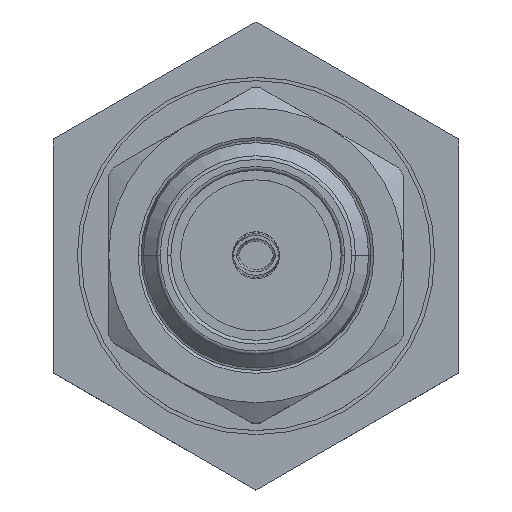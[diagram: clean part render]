
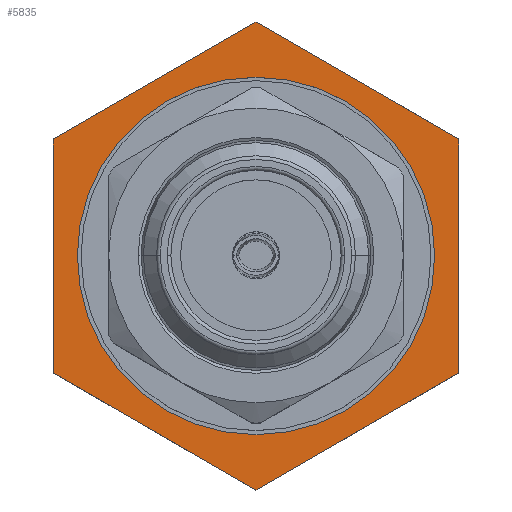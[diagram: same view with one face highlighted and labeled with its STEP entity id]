
A CAD part, top view. The second image highlights one B-rep face of the part: STEP entity #5835.
In plain terms, the highlighted planar face has unit normal (0, 0, 1).
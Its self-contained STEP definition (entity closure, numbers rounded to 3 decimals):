
#238 = DIRECTION ( 'NONE',  ( 0.866, -0.5, 0. ) ) ;
#244 = CARTESIAN_POINT ( 'NONE',  ( -5.5, 4.85, -11. ) ) ;
#247 = CARTESIAN_POINT ( 'NONE',  ( 0.65, 5.976, -11. ) ) ;
#300 = CARTESIAN_POINT ( 'NONE',  ( 0., 0., -11. ) ) ;
#337 = DIRECTION ( 'NONE',  ( 0., 0., 1. ) ) ;
#338 = DIRECTION ( 'NONE',  ( 1., 0., 0. ) ) ;
#353 = CARTESIAN_POINT ( 'NONE',  ( -0.65, 5.976, -11. ) ) ;
#368 = DIRECTION ( 'NONE',  ( 0.866, 0.5, 0. ) ) ;
#373 = DIRECTION ( 'NONE',  ( -0.866, 0.5, 0. ) ) ;
#374 = CARTESIAN_POINT ( 'NONE',  ( 5.5, 4.85, -11. ) ) ;
#375 = CARTESIAN_POINT ( 'NONE',  ( -4.85, -3.551, -11. ) ) ;
#379 = DIRECTION ( 'NONE',  ( -0.866, -0.5, 0. ) ) ;
#394 = DIRECTION ( 'NONE',  ( 0., 1., 0. ) ) ;
#395 = DIRECTION ( 'NONE',  ( 0., -1., 0. ) ) ;
#398 = CARTESIAN_POINT ( 'NONE',  ( 4.85, -3.551, -11. ) ) ;
#1155 = EDGE_CURVE ( 'NONE', #3060, #2940, #2196, .T. ) ;
#1156 = EDGE_CURVE ( 'NONE', #3098, #3124, #8027, .T. ) ;
#1330 = EDGE_CURVE ( 'NONE', #3124, #3113, #7732, .T. ) ;
#1331 = EDGE_CURVE ( 'NONE', #2945, #3098, #7528, .T. ) ;
#1332 = EDGE_CURVE ( 'NONE', #3101, #2945, #7906, .T. ) ;
#1333 = EDGE_CURVE ( 'NONE', #2944, #3101, #7963, .T. ) ;
#1334 = EDGE_CURVE ( 'NONE', #3113, #2944, #7477, .T. ) ;
#1935 = FACE_OUTER_BOUND ( 'NONE', #5111, .T. ) ;
#1936 = FACE_BOUND ( 'NONE', #5137, .T. ) ;
#2196 = CIRCLE ( 'NONE', #2230, 4.85 ) ;
#2230 = AXIS2_PLACEMENT_3D ( 'NONE', #300, #337, #338 ) ;
#2261 = VECTOR ( 'NONE', #368, 1000. ) ;
#2521 = CARTESIAN_POINT ( 'NONE',  ( -5.5, -3.175, -11. ) ) ;
#2522 = CARTESIAN_POINT ( 'NONE',  ( 5.5, -3.175, -11. ) ) ;
#2527 = CARTESIAN_POINT ( 'NONE',  ( -4.85, 0., -11. ) ) ;
#2622 = AXIS2_PLACEMENT_3D ( 'NONE', #4343, #4340, #4341 ) ;
#2761 = CARTESIAN_POINT ( 'NONE',  ( 0., 0., -11. ) ) ;
#2762 = DIRECTION ( 'NONE',  ( 0., 0., 1. ) ) ;
#2763 = DIRECTION ( 'NONE',  ( 1., 0., 0. ) ) ;
#2940 = VERTEX_POINT ( 'NONE', #2527 ) ;
#2944 = VERTEX_POINT ( 'NONE', #2522 ) ;
#2945 = VERTEX_POINT ( 'NONE', #2521 ) ;
#3060 = VERTEX_POINT ( 'NONE', #3674 ) ;
#3098 = VERTEX_POINT ( 'NONE', #3683 ) ;
#3101 = VERTEX_POINT ( 'NONE', #3684 ) ;
#3113 = VERTEX_POINT ( 'NONE', #3695 ) ;
#3124 = VERTEX_POINT ( 'NONE', #3698 ) ;
#3674 = CARTESIAN_POINT ( 'NONE',  ( 4.85, 0., -11. ) ) ;
#3683 = CARTESIAN_POINT ( 'NONE',  ( -5.5, 3.175, -11. ) ) ;
#3684 = CARTESIAN_POINT ( 'NONE',  ( 0., -6.351, -11. ) ) ;
#3695 = CARTESIAN_POINT ( 'NONE',  ( 5.5, 3.175, -11. ) ) ;
#3698 = CARTESIAN_POINT ( 'NONE',  ( 0., 6.351, -11. ) ) ;
#4340 = DIRECTION ( 'NONE',  ( 0., 0., -1. ) ) ;
#4341 = DIRECTION ( 'NONE',  ( -1., 0., 0. ) ) ;
#4342 = PLANE ( 'NONE',  #2622 ) ;
#4343 = CARTESIAN_POINT ( 'NONE',  ( 0., 4.85, -11. ) ) ;
#5111 = EDGE_LOOP ( 'NONE', ( #7980, #7469, #7932, #7930, #7636, #7615 ) ) ;
#5137 = EDGE_LOOP ( 'NONE', ( #7739, #7594 ) ) ;
#5605 = CIRCLE ( 'NONE', #5608, 4.85 ) ;
#5608 = AXIS2_PLACEMENT_3D ( 'NONE', #2761, #2762, #2763 ) ;
#5835 = ADVANCED_FACE ( 'NONE', ( #1936, #1935 ), #4342, .F. ) ;
#5961 = EDGE_CURVE ( 'NONE', #2940, #3060, #5605, .T. ) ;
#6256 = VECTOR ( 'NONE', #395, 1000. ) ;
#6272 = VECTOR ( 'NONE', #379, 1000. ) ;
#6283 = VECTOR ( 'NONE', #238, 1000. ) ;
#6285 = VECTOR ( 'NONE', #394, 1000. ) ;
#6286 = VECTOR ( 'NONE', #373, 1000. ) ;
#7469 = ORIENTED_EDGE ( 'NONE', *, *, #1156, .F. ) ;
#7477 = LINE ( 'NONE', #374, #6256 ) ;
#7528 = LINE ( 'NONE', #244, #6285 ) ;
#7594 = ORIENTED_EDGE ( 'NONE', *, *, #5961, .F. ) ;
#7615 = ORIENTED_EDGE ( 'NONE', *, *, #1334, .F. ) ;
#7636 = ORIENTED_EDGE ( 'NONE', *, *, #1333, .F. ) ;
#7732 = LINE ( 'NONE', #247, #6283 ) ;
#7739 = ORIENTED_EDGE ( 'NONE', *, *, #1155, .F. ) ;
#7906 = LINE ( 'NONE', #375, #6286 ) ;
#7930 = ORIENTED_EDGE ( 'NONE', *, *, #1332, .F. ) ;
#7932 = ORIENTED_EDGE ( 'NONE', *, *, #1331, .F. ) ;
#7963 = LINE ( 'NONE', #398, #6272 ) ;
#7980 = ORIENTED_EDGE ( 'NONE', *, *, #1330, .F. ) ;
#8027 = LINE ( 'NONE', #353, #2261 ) ;
